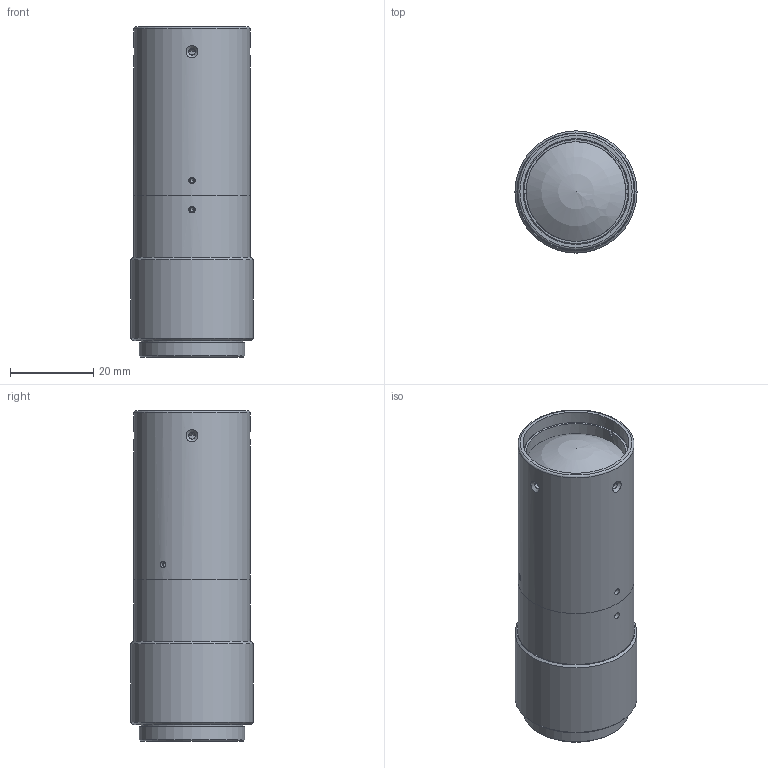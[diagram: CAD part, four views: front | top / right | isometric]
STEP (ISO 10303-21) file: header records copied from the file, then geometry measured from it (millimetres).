
FILE_DESCRIPTION(/* description */ (''),/* implementation_level */ '2;1');
FILE_NAME(/* name */ '100.541.000.26_TO18_9.0-85-F10-B-RF.stp',/* time_stamp */ '2019-04-08T11:37:29+02:00',/* author */ ('amarell'),/* organization */ (''),/* preprocessor_version */ 'ST-DEVELOPER v16.1',/* originating_system */ 'Autodesk Inventor 2016',/* authorisation */ '');
FILE_SCHEMA (('AUTOMOTIVE_DESIGN { 1 0 10303 214 3 1 1 }'));
Length unit declared in the file: millimetre
Products named in the file (1): 100.541.000.26_TO18_9.0-85-F10-B-RF_AK2
Bounding box: 29.4 x 29.4 x 79.5 mm (x, y, z)
Volume: 42348.6 mm3; surface area: 10311.1 mm2
Topology: 1 solids, 2 shells, 125 faces, 355 edges, 237 vertices
Faces by surface type: plane 66, cylinder 33, cone 23, sphere 2, torus 1
Full cylindrical faces by diameter (mm): 1.567 x5, 1.6 x4, 9 x1, 10.459 x2, 20 x1, 24 x1, 24.4 x1, 25 x1, 25.4 x1, 25.459 x1, 28 x2, 29.4 x1
Entity records: 4161 total; most frequent: CARTESIAN_POINT 1214, ORIENTED_EDGE 562, DIRECTION 526, EDGE_CURVE 281, AXIS2_PLACEMENT_3D 209, VERTEX_POINT 207, EDGE_LOOP 182, STYLED_ITEM 126
